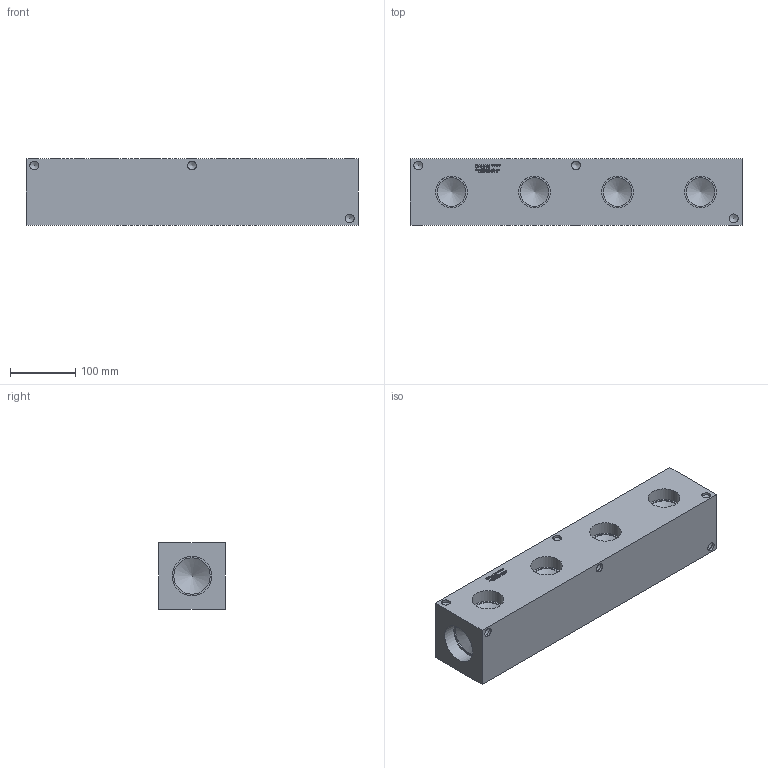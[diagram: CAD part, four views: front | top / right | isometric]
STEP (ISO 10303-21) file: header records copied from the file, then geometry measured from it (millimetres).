
FILE_DESCRIPTION(/* description */ (''),/* implementation_level */ '2;1');
FILE_NAME(/* name */ '_H0000424P.stp',/* time_stamp */ '2022-06-06T16:09:45-04:00',/* author */ ('bobbyh'),/* organization */ (''),/* preprocessor_version */ 'ST-DEVELOPER v18',/* originating_system */ 'Autodesk Inventor 2020',/* authorisation */ '');
FILE_SCHEMA (('AUTOMOTIVE_DESIGN { 1 0 10303 214 3 1 1 }'));
Length unit declared in the file: millimetre
Products named in the file (1): Part_+H0000424P_3D
Bounding box: 508 x 101.6 x 101.6 mm (x, y, z)
Volume: 4913497.6 mm3; surface area: 250654.2 mm2
Topology: 1 solids, 1 shells, 341 faces, 930 edges, 626 vertices
Faces by surface type: plane 236, bspline 75, cylinder 18, cone 12
Full cylindrical faces by diameter (mm): 13.487 x6, 43.637 x4, 48.565 x4, 55.575 x2, 60.63 x2
Entity records: 11357 total; most frequent: CARTESIAN_POINT 2861, ORIENTED_EDGE 1836, DIRECTION 1368, EDGE_CURVE 918, LINE 702, VECTOR 702, VERTEX_POINT 626, EDGE_LOOP 388
